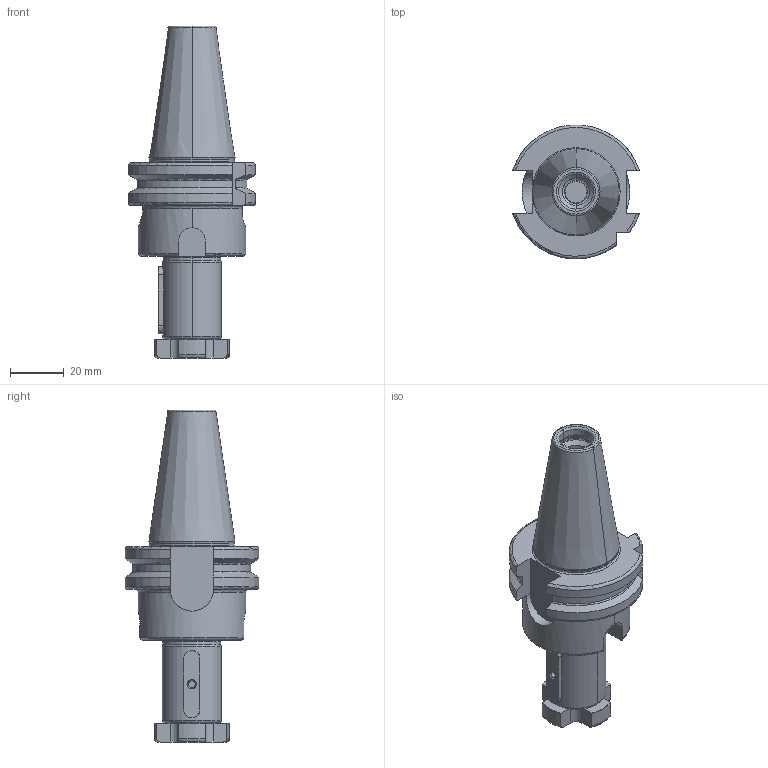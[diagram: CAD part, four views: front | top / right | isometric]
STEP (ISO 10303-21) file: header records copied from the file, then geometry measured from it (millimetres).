
FILE_DESCRIPTION((''),'2;1');
FILE_NAME('302_10_22','2020-09-24T',('104091'),(''),'CREO PARAMETRIC BY PTC INC, 2016260','CREO PARAMETRIC BY PTC INC, 2016260','');
FILE_SCHEMA(('CONFIG_CONTROL_DESIGN'));
Length unit declared in the file: millimetre
Products named in the file (1): 302_10_22
Bounding box: 47.34 x 49.9 x 123.8 mm (x, y, z)
Volume: 80503 mm3; surface area: 19743 mm2
Topology: 1 solids, 2 shells, 174 faces, 432 edges, 265 vertices
Faces by surface type: plane 49, cylinder 49, torus 42, cone 34
Entity records: 5617 total; most frequent: CARTESIAN_POINT 1452, DIRECTION 892, ORIENTED_EDGE 860, EDGE_CURVE 430, AXIS2_PLACEMENT_3D 362, VERTEX_POINT 265, CIRCLE 185, EDGE_LOOP 181
